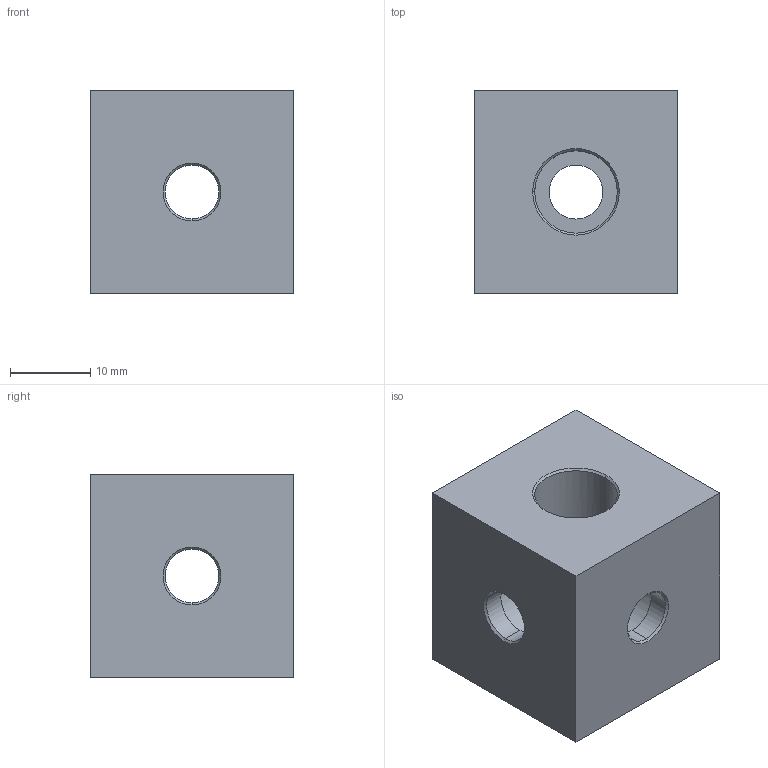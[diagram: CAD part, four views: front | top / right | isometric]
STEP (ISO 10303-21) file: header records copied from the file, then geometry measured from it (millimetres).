
FILE_DESCRIPTION (( 'STEP AP214' ), '1' );
FILE_NAME ('6573-E0W.STEP', '2011-06-28T21:13:23', ( 'Admin' ), ( 'Thorlabs, Inc.' ), 'SwSTEP 2.0', 'SolidWorks 2011', '' );
FILE_SCHEMA (( 'AUTOMOTIVE_DESIGN' ));
Length unit declared in the file: inch
Products named in the file (1): 6573-E0W
Bounding box: 25.4 x 25.4 x 25.4 mm (x, y, z)
Volume: 11970 mm3; surface area: 5106.1 mm2
Topology: 1 solids, 1 shells, 39 faces, 98 edges, 60 vertices
Faces by surface type: cylinder 18, cone 12, plane 9
Entity records: 1727 total; most frequent: CARTESIAN_POINT 258, ORIENTED_EDGE 196, DIRECTION 194, EDGE_CURVE 98, AXIS2_PLACEMENT_3D 76, VERTEX_POINT 60, EDGE_LOOP 48, DIMENSIONAL_EXPONENTS 42
